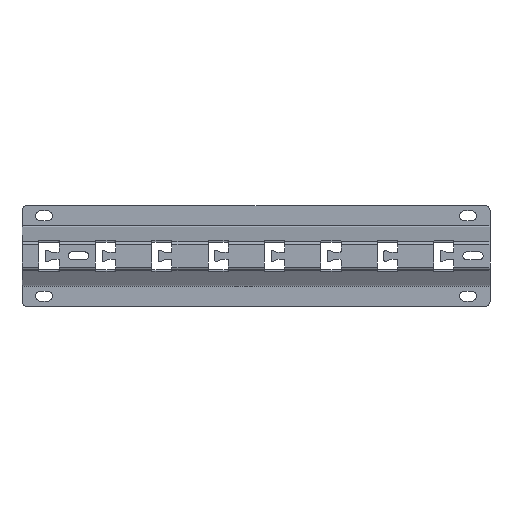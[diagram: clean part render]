
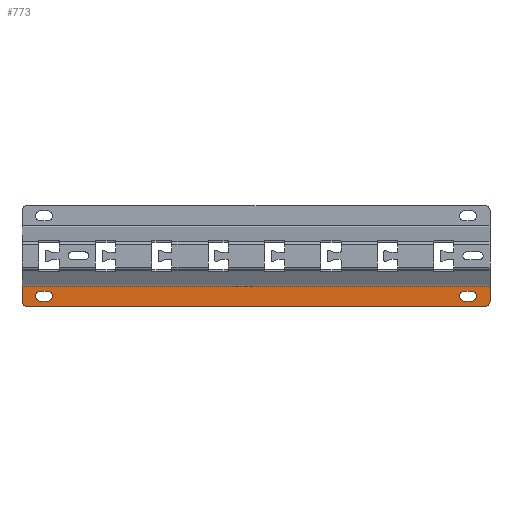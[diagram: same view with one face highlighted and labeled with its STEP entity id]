
A CAD part, top view. The second image highlights one B-rep face of the part: STEP entity #773.
In plain terms, the highlighted planar face has unit normal (0, 0, 1).
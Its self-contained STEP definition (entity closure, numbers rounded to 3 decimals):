
#13 = EDGE_CURVE ( 'NONE', #8938, #3550, #3154, .T. ) ;
#76 = DIRECTION ( 'NONE',  ( 1., 0., 0. ) ) ;
#79 = DIRECTION ( 'NONE',  ( -1., 0., 0. ) ) ;
#92 = VERTEX_POINT ( 'NONE', #5809 ) ;
#167 = ORIENTED_EDGE ( 'NONE', *, *, #4442, .F. ) ;
#216 = CARTESIAN_POINT ( 'NONE',  ( 185., -35.561, -58.911 ) ) ;
#244 = ORIENTED_EDGE ( 'NONE', *, *, #6320, .F. ) ;
#411 = VECTOR ( 'NONE', #3761, 1000. ) ;
#443 = AXIS2_PLACEMENT_3D ( 'NONE', #7827, #2635, #1147 ) ;
#470 = CARTESIAN_POINT ( 'NONE',  ( 0., -40.061, -58.911 ) ) ;
#481 = EDGE_CURVE ( 'NONE', #8617, #2066, #1777, .T. ) ;
#531 = AXIS2_PLACEMENT_3D ( 'NONE', #6664, #9486, #76 ) ;
#590 = EDGE_CURVE ( 'NONE', #6197, #6005, #7196, .T. ) ;
#594 = LINE ( 'NONE', #8573, #8417 ) ;
#695 = CARTESIAN_POINT ( 'NONE',  ( 207.5, -44.561, -58.911 ) ) ;
#707 = ORIENTED_EDGE ( 'NONE', *, *, #8241, .T. ) ;
#773 = ADVANCED_FACE ( 'NONE', ( #8814, #948, #3886 ), #1467, .T. ) ;
#910 = CARTESIAN_POINT ( 'NONE',  ( -203.5, -40.561, -58.911 ) ) ;
#948 = FACE_OUTER_BOUND ( 'NONE', #2784, .T. ) ;
#1147 = DIRECTION ( 'NONE',  ( 1., 0., 0. ) ) ;
#1166 = VERTEX_POINT ( 'NONE', #5990 ) ;
#1226 = CARTESIAN_POINT ( 'NONE',  ( 203.5, -40.561, -58.911 ) ) ;
#1312 = DIRECTION ( 'NONE',  ( 0., 1., 0. ) ) ;
#1467 = PLANE ( 'NONE',  #531 ) ;
#1483 = DIRECTION ( 'NONE',  ( 0., 0., 1. ) ) ;
#1595 = VERTEX_POINT ( 'NONE', #7451 ) ;
#1777 = LINE ( 'NONE', #8497, #3443 ) ;
#1849 = EDGE_CURVE ( 'NONE', #8054, #8938, #6770, .T. ) ;
#1898 = CARTESIAN_POINT ( 'NONE',  ( 0., -31.061, -58.911 ) ) ;
#1974 = VECTOR ( 'NONE', #7191, 1000. ) ;
#2066 = VERTEX_POINT ( 'NONE', #2679 ) ;
#2111 = AXIS2_PLACEMENT_3D ( 'NONE', #3689, #5850, #8014 ) ;
#2114 = CIRCLE ( 'NONE', #4736, 4. ) ;
#2139 = VERTEX_POINT ( 'NONE', #8273 ) ;
#2218 = CARTESIAN_POINT ( 'NONE',  ( -207.5, -44.561, -58.911 ) ) ;
#2273 = ORIENTED_EDGE ( 'NONE', *, *, #7989, .T. ) ;
#2301 = CARTESIAN_POINT ( 'NONE',  ( -207.5, -26.788, -58.911 ) ) ;
#2332 = VERTEX_POINT ( 'NONE', #7536 ) ;
#2347 = DIRECTION ( 'NONE',  ( 1., 0., 0. ) ) ;
#2418 = VECTOR ( 'NONE', #4850, 1000. ) ;
#2436 = DIRECTION ( 'NONE',  ( 0., 0., 1. ) ) ;
#2635 = DIRECTION ( 'NONE',  ( 0., 0., -1. ) ) ;
#2671 = VERTEX_POINT ( 'NONE', #8152 ) ;
#2679 = CARTESIAN_POINT ( 'NONE',  ( 185., -31.061, -58.911 ) ) ;
#2784 = EDGE_LOOP ( 'NONE', ( #7090, #2273, #167, #8665, #3099, #5405 ) ) ;
#2794 = CARTESIAN_POINT ( 'NONE',  ( 207.5, -40.561, -58.911 ) ) ;
#2804 = DIRECTION ( 'NONE',  ( 0., 0., -1. ) ) ;
#2924 = ORIENTED_EDGE ( 'NONE', *, *, #5416, .T. ) ;
#3089 = ORIENTED_EDGE ( 'NONE', *, *, #13, .T. ) ;
#3099 = ORIENTED_EDGE ( 'NONE', *, *, #590, .F. ) ;
#3154 = CIRCLE ( 'NONE', #7286, 4.5 ) ;
#3283 = CARTESIAN_POINT ( 'NONE',  ( -191., -40.061, -58.911 ) ) ;
#3443 = VECTOR ( 'NONE', #4669, 1000. ) ;
#3459 = VERTEX_POINT ( 'NONE', #7235 ) ;
#3502 = DIRECTION ( 'NONE',  ( 0., -1., 0. ) ) ;
#3550 = VERTEX_POINT ( 'NONE', #8969 ) ;
#3681 = EDGE_LOOP ( 'NONE', ( #4637, #3089, #707, #2924, #9309 ) ) ;
#3689 = CARTESIAN_POINT ( 'NONE',  ( 191., -35.561, -58.911 ) ) ;
#3761 = DIRECTION ( 'NONE',  ( -1., 0., 0. ) ) ;
#3886 = FACE_BOUND ( 'NONE', #3681, .T. ) ;
#3976 = CIRCLE ( 'NONE', #443, 4.5 ) ;
#4005 = EDGE_CURVE ( 'NONE', #3459, #92, #9434, .T. ) ;
#4156 = DIRECTION ( 'NONE',  ( 0., 0., 1. ) ) ;
#4311 = CARTESIAN_POINT ( 'NONE',  ( -191., -35.561, -58.911 ) ) ;
#4316 = CARTESIAN_POINT ( 'NONE',  ( 203.5, -44.561, -58.911 ) ) ;
#4442 = EDGE_CURVE ( 'NONE', #6336, #2671, #8791, .T. ) ;
#4453 = VECTOR ( 'NONE', #79, 1000. ) ;
#4637 = ORIENTED_EDGE ( 'NONE', *, *, #1849, .T. ) ;
#4669 = DIRECTION ( 'NONE',  ( -1., 0., 0. ) ) ;
#4734 = CIRCLE ( 'NONE', #2111, 4.5 ) ;
#4736 = AXIS2_PLACEMENT_3D ( 'NONE', #1226, #4156, #8925 ) ;
#4850 = DIRECTION ( 'NONE',  ( 1., 0., 0. ) ) ;
#4925 = DIRECTION ( 'NONE',  ( 1., 0., 0. ) ) ;
#5003 = AXIS2_PLACEMENT_3D ( 'NONE', #8072, #1483, #7394 ) ;
#5130 = EDGE_CURVE ( 'NONE', #7884, #6197, #5572, .T. ) ;
#5293 = ORIENTED_EDGE ( 'NONE', *, *, #7927, .F. ) ;
#5346 = AXIS2_PLACEMENT_3D ( 'NONE', #5777, #2804, #4925 ) ;
#5405 = ORIENTED_EDGE ( 'NONE', *, *, #5130, .F. ) ;
#5416 = EDGE_CURVE ( 'NONE', #2332, #1166, #7680, .T. ) ;
#5432 = EDGE_CURVE ( 'NONE', #6336, #6005, #2114, .T. ) ;
#5526 = EDGE_CURVE ( 'NONE', #1166, #8054, #9458, .T. ) ;
#5548 = EDGE_CURVE ( 'NONE', #2139, #7884, #594, .T. ) ;
#5572 = LINE ( 'NONE', #7102, #2418 ) ;
#5638 = EDGE_LOOP ( 'NONE', ( #5293, #8077, #6762, #244, #5969 ) ) ;
#5777 = CARTESIAN_POINT ( 'NONE',  ( -185., -35.561, -58.911 ) ) ;
#5809 = CARTESIAN_POINT ( 'NONE',  ( 185., -40.061, -58.911 ) ) ;
#5850 = DIRECTION ( 'NONE',  ( 0., 0., 1. ) ) ;
#5969 = ORIENTED_EDGE ( 'NONE', *, *, #481, .F. ) ;
#5990 = CARTESIAN_POINT ( 'NONE',  ( -185., -31.061, -58.911 ) ) ;
#6005 = VERTEX_POINT ( 'NONE', #2794 ) ;
#6049 = CARTESIAN_POINT ( 'NONE',  ( 0., -40.061, -58.911 ) ) ;
#6197 = VERTEX_POINT ( 'NONE', #9084 ) ;
#6320 = EDGE_CURVE ( 'NONE', #2066, #3459, #8068, .T. ) ;
#6336 = VERTEX_POINT ( 'NONE', #4316 ) ;
#6664 = CARTESIAN_POINT ( 'NONE',  ( 0., 0.346, -58.911 ) ) ;
#6762 = ORIENTED_EDGE ( 'NONE', *, *, #4005, .F. ) ;
#6770 = LINE ( 'NONE', #6049, #4453 ) ;
#6961 = CARTESIAN_POINT ( 'NONE',  ( -185., -40.061, -58.911 ) ) ;
#7090 = ORIENTED_EDGE ( 'NONE', *, *, #5548, .F. ) ;
#7102 = CARTESIAN_POINT ( 'NONE',  ( -207.5, -26.788, -58.911 ) ) ;
#7191 = DIRECTION ( 'NONE',  ( 1., 0., 0. ) ) ;
#7196 = LINE ( 'NONE', #695, #8651 ) ;
#7235 = CARTESIAN_POINT ( 'NONE',  ( 180.5, -35.561, -58.911 ) ) ;
#7286 = AXIS2_PLACEMENT_3D ( 'NONE', #4311, #8678, #9358 ) ;
#7394 = DIRECTION ( 'NONE',  ( 1., 0., 0. ) ) ;
#7424 = DIRECTION ( 'NONE',  ( 1., 0., 0. ) ) ;
#7451 = CARTESIAN_POINT ( 'NONE',  ( 191., -40.061, -58.911 ) ) ;
#7499 = AXIS2_PLACEMENT_3D ( 'NONE', #910, #8264, #9026 ) ;
#7536 = CARTESIAN_POINT ( 'NONE',  ( -191., -31.061, -58.911 ) ) ;
#7680 = LINE ( 'NONE', #1898, #8866 ) ;
#7777 = LINE ( 'NONE', #470, #1974 ) ;
#7778 = AXIS2_PLACEMENT_3D ( 'NONE', #216, #2436, #7424 ) ;
#7827 = CARTESIAN_POINT ( 'NONE',  ( -191., -35.561, -58.911 ) ) ;
#7884 = VERTEX_POINT ( 'NONE', #2301 ) ;
#7927 = EDGE_CURVE ( 'NONE', #1595, #8617, #4734, .T. ) ;
#7989 = EDGE_CURVE ( 'NONE', #2139, #2671, #8268, .T. ) ;
#8014 = DIRECTION ( 'NONE',  ( 1., 0., 0. ) ) ;
#8054 = VERTEX_POINT ( 'NONE', #6961 ) ;
#8068 = CIRCLE ( 'NONE', #5003, 4.5 ) ;
#8072 = CARTESIAN_POINT ( 'NONE',  ( 185., -35.561, -58.911 ) ) ;
#8077 = ORIENTED_EDGE ( 'NONE', *, *, #8193, .F. ) ;
#8152 = CARTESIAN_POINT ( 'NONE',  ( -203.5, -44.561, -58.911 ) ) ;
#8193 = EDGE_CURVE ( 'NONE', #92, #1595, #7777, .T. ) ;
#8241 = EDGE_CURVE ( 'NONE', #3550, #2332, #3976, .T. ) ;
#8264 = DIRECTION ( 'NONE',  ( 0., 0., 1. ) ) ;
#8268 = CIRCLE ( 'NONE', #7499, 4. ) ;
#8273 = CARTESIAN_POINT ( 'NONE',  ( -207.5, -40.561, -58.911 ) ) ;
#8417 = VECTOR ( 'NONE', #1312, 1000. ) ;
#8497 = CARTESIAN_POINT ( 'NONE',  ( 0., -31.061, -58.911 ) ) ;
#8523 = CARTESIAN_POINT ( 'NONE',  ( 191., -31.061, -58.911 ) ) ;
#8573 = CARTESIAN_POINT ( 'NONE',  ( -207.5, -25.754, -58.911 ) ) ;
#8617 = VERTEX_POINT ( 'NONE', #8523 ) ;
#8651 = VECTOR ( 'NONE', #3502, 1000. ) ;
#8665 = ORIENTED_EDGE ( 'NONE', *, *, #5432, .T. ) ;
#8678 = DIRECTION ( 'NONE',  ( 0., 0., -1. ) ) ;
#8791 = LINE ( 'NONE', #2218, #411 ) ;
#8814 = FACE_BOUND ( 'NONE', #5638, .T. ) ;
#8866 = VECTOR ( 'NONE', #2347, 1000. ) ;
#8925 = DIRECTION ( 'NONE',  ( 1., 0., 0. ) ) ;
#8938 = VERTEX_POINT ( 'NONE', #3283 ) ;
#8969 = CARTESIAN_POINT ( 'NONE',  ( -195.5, -35.561, -58.911 ) ) ;
#9026 = DIRECTION ( 'NONE',  ( 1., 0., 0. ) ) ;
#9084 = CARTESIAN_POINT ( 'NONE',  ( 207.5, -26.788, -58.911 ) ) ;
#9309 = ORIENTED_EDGE ( 'NONE', *, *, #5526, .T. ) ;
#9358 = DIRECTION ( 'NONE',  ( 1., 0., 0. ) ) ;
#9434 = CIRCLE ( 'NONE', #7778, 4.5 ) ;
#9458 = CIRCLE ( 'NONE', #5346, 4.5 ) ;
#9486 = DIRECTION ( 'NONE',  ( 0., 0., 1. ) ) ;
